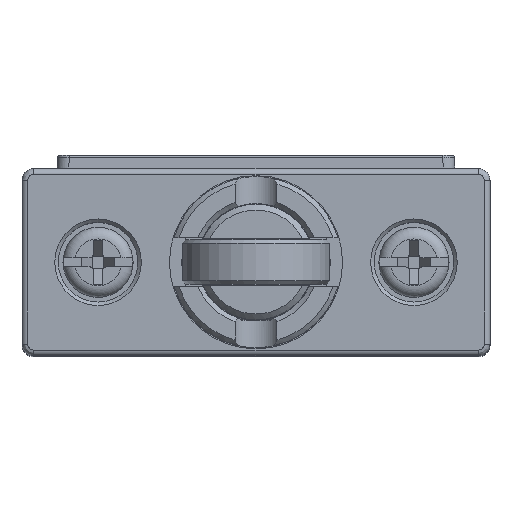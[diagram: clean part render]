
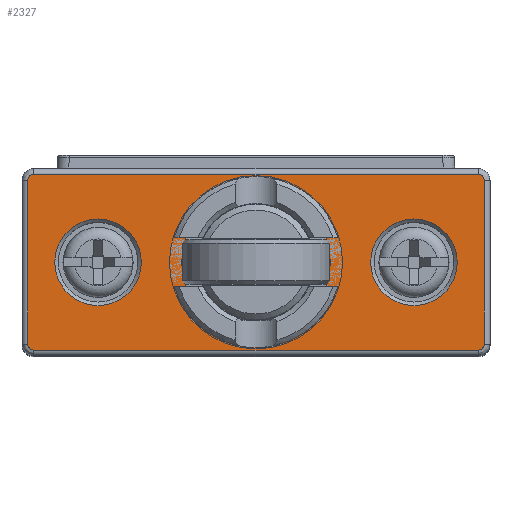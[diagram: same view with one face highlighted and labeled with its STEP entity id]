
A CAD part, top view. The second image highlights one B-rep face of the part: STEP entity #2327.
In plain terms, the highlighted planar face has unit normal (0, 0, 1).
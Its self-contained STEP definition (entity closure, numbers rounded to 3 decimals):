
#322=LINE('',#11888,#962);
#323=LINE('',#11893,#963);
#324=LINE('',#11897,#964);
#325=LINE('',#11901,#965);
#962=VECTOR('',#9388,1.);
#963=VECTOR('',#9391,1.);
#964=VECTOR('',#9394,1.);
#965=VECTOR('',#9397,1.);
#2327=ADVANCED_FACE('',(#3076,#3077,#3078,#3079),#2813,.F.);
#2813=PLANE('',#8417);
#3076=FACE_BOUND('',#3325,.T.);
#3077=FACE_BOUND('',#3326,.T.);
#3078=FACE_BOUND('',#3327,.T.);
#3079=FACE_BOUND('',#3328,.T.);
#3325=EDGE_LOOP('',(#3955,#3956,#3957,#3958,#3959,#3960,#3961,#3962));
#3326=EDGE_LOOP('',(#3963));
#3327=EDGE_LOOP('',(#3964));
#3328=EDGE_LOOP('',(#3965));
#3955=ORIENTED_EDGE('',*,*,#7008,.T.);
#3956=ORIENTED_EDGE('',*,*,#7009,.T.);
#3957=ORIENTED_EDGE('',*,*,#7010,.T.);
#3958=ORIENTED_EDGE('',*,*,#7011,.T.);
#3959=ORIENTED_EDGE('',*,*,#7012,.T.);
#3960=ORIENTED_EDGE('',*,*,#7013,.T.);
#3961=ORIENTED_EDGE('',*,*,#7014,.T.);
#3962=ORIENTED_EDGE('',*,*,#7015,.T.);
#3963=ORIENTED_EDGE('',*,*,#7016,.T.);
#3964=ORIENTED_EDGE('',*,*,#7017,.T.);
#3965=ORIENTED_EDGE('',*,*,#7007,.T.);
#6229=VERTEX_POINT('',#11886);
#6230=VERTEX_POINT('',#11889);
#6231=VERTEX_POINT('',#11890);
#6232=VERTEX_POINT('',#11892);
#6233=VERTEX_POINT('',#11894);
#6234=VERTEX_POINT('',#11896);
#6235=VERTEX_POINT('',#11898);
#6236=VERTEX_POINT('',#11900);
#6237=VERTEX_POINT('',#11902);
#6238=VERTEX_POINT('',#11905);
#6239=VERTEX_POINT('',#11907);
#7007=EDGE_CURVE('',#6229,#6229,#8132,.T.);
#7008=EDGE_CURVE('',#6230,#6231,#322,.T.);
#7009=EDGE_CURVE('',#6231,#6232,#8133,.T.);
#7010=EDGE_CURVE('',#6232,#6233,#323,.T.);
#7011=EDGE_CURVE('',#6233,#6234,#8134,.T.);
#7012=EDGE_CURVE('',#6234,#6235,#324,.T.);
#7013=EDGE_CURVE('',#6235,#6236,#8135,.T.);
#7014=EDGE_CURVE('',#6236,#6237,#325,.T.);
#7015=EDGE_CURVE('',#6237,#6230,#8136,.T.);
#7016=EDGE_CURVE('',#6238,#6238,#8137,.T.);
#7017=EDGE_CURVE('',#6239,#6239,#8138,.T.);
#8132=CIRCLE('',#8409,6.35);
#8133=CIRCLE('',#8411,0.5);
#8134=CIRCLE('',#8412,0.5);
#8135=CIRCLE('',#8413,0.5);
#8136=CIRCLE('',#8414,0.5);
#8137=CIRCLE('',#8415,3.7);
#8138=CIRCLE('',#8416,3.7);
#8409=AXIS2_PLACEMENT_3D('',#11885,#9384,#9385);
#8411=AXIS2_PLACEMENT_3D('',#11891,#9389,#9390);
#8412=AXIS2_PLACEMENT_3D('',#11895,#9392,#9393);
#8413=AXIS2_PLACEMENT_3D('',#11899,#9395,#9396);
#8414=AXIS2_PLACEMENT_3D('',#11903,#9398,#9399);
#8415=AXIS2_PLACEMENT_3D('',#11904,#9400,#9401);
#8416=AXIS2_PLACEMENT_3D('',#11906,#9402,#9403);
#8417=AXIS2_PLACEMENT_3D('',#11908,#9404,#9405);
#9384=DIRECTION('',(0.,0.,-1.));
#9385=DIRECTION('',(-1.,0.,0.));
#9388=DIRECTION('',(1.,0.,0.));
#9389=DIRECTION('',(0.,0.,1.));
#9390=DIRECTION('',(-1.,0.,0.));
#9391=DIRECTION('',(0.,1.,0.));
#9392=DIRECTION('',(0.,0.,1.));
#9393=DIRECTION('',(-1.,0.,0.));
#9394=DIRECTION('',(-1.,0.,0.));
#9395=DIRECTION('',(0.,0.,1.));
#9396=DIRECTION('',(-1.,0.,0.));
#9397=DIRECTION('',(0.,-1.,0.));
#9398=DIRECTION('',(0.,0.,1.));
#9399=DIRECTION('',(-1.,0.,0.));
#9400=DIRECTION('',(0.,0.,-1.));
#9401=DIRECTION('',(-1.,0.,0.));
#9402=DIRECTION('',(0.,0.,-1.));
#9403=DIRECTION('',(-1.,0.,0.));
#9404=DIRECTION('',(0.,0.,-1.));
#9405=DIRECTION('',(-1.,0.,0.));
#11885=CARTESIAN_POINT('',(-50.,0.,7.));
#11886=CARTESIAN_POINT('',(-56.35,0.,7.));
#11888=CARTESIAN_POINT('',(-50.,-7.5,7.));
#11889=CARTESIAN_POINT('',(-69.,-7.5,7.));
#11890=CARTESIAN_POINT('',(-31.,-7.5,7.));
#11891=CARTESIAN_POINT('',(-31.,-7.,7.));
#11892=CARTESIAN_POINT('',(-30.5,-7.,7.));
#11893=CARTESIAN_POINT('',(-30.5,0.783,7.));
#11894=CARTESIAN_POINT('',(-30.5,7.,7.));
#11895=CARTESIAN_POINT('',(-31.,7.,7.));
#11896=CARTESIAN_POINT('',(-31.,7.5,7.));
#11897=CARTESIAN_POINT('',(-45.782,7.5,7.));
#11898=CARTESIAN_POINT('',(-69.,7.5,7.));
#11899=CARTESIAN_POINT('',(-69.,7.,7.));
#11900=CARTESIAN_POINT('',(-69.5,7.,7.));
#11901=CARTESIAN_POINT('',(-69.5,-3.509,7.));
#11902=CARTESIAN_POINT('',(-69.5,-7.,7.));
#11903=CARTESIAN_POINT('',(-69.,-7.,7.));
#11904=CARTESIAN_POINT('',(-63.5,0.,7.));
#11905=CARTESIAN_POINT('',(-67.2,0.,7.));
#11906=CARTESIAN_POINT('',(-36.5,0.,7.));
#11907=CARTESIAN_POINT('',(-40.2,0.,7.));
#11908=CARTESIAN_POINT('',(-45.782,0.783,7.));
